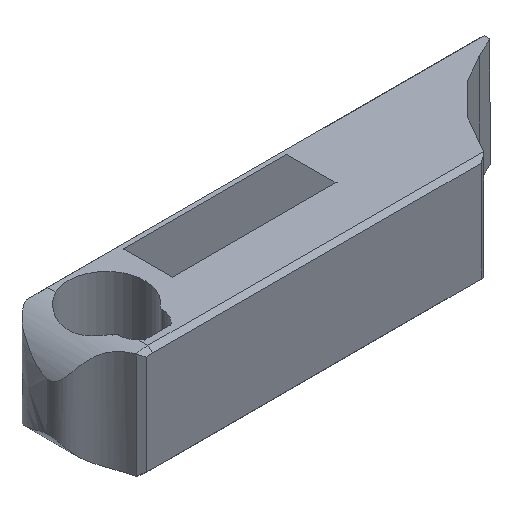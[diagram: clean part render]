
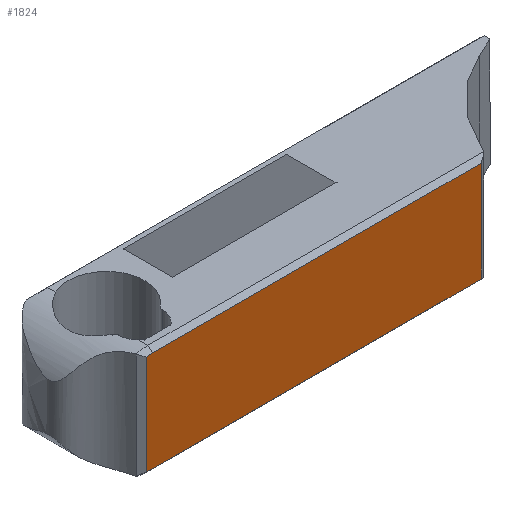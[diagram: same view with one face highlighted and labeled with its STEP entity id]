
A CAD part, isometric view. The second image highlights one B-rep face of the part: STEP entity #1824.
In plain terms, the highlighted planar face has unit normal (0, -1, 0).
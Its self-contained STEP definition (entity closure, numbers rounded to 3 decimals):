
#131=B_SPLINE_CURVE_WITH_KNOTS('',3,(#3490,#3491,#3492,#3493),
 .UNSPECIFIED.,.F.,.F.,(4,4),(0.044,0.956),
 .UNSPECIFIED.);
#299=LINE('',#3434,#442);
#302=LINE('',#3444,#445);
#304=LINE('',#3454,#447);
#442=VECTOR('',#2083,10.);
#445=VECTOR('',#2088,10.);
#447=VECTOR('',#2092,10.);
#564=FACE_OUTER_BOUND('',#670,.T.);
#670=EDGE_LOOP('',(#1590,#1591,#1592,#1593,#1594,#1595));
#699=CIRCLE('',#1891,4.6);
#701=CIRCLE('',#1894,4.6);
#849=VERTEX_POINT('',#3431);
#850=VERTEX_POINT('',#3433);
#852=VERTEX_POINT('',#3442);
#855=VERTEX_POINT('',#3449);
#856=VERTEX_POINT('',#3457);
#859=VERTEX_POINT('',#3489);
#1092=EDGE_CURVE('',#849,#850,#299,.T.);
#1096=EDGE_CURVE('',#852,#849,#302,.T.);
#1099=EDGE_CURVE('',#855,#852,#304,.T.);
#1101=EDGE_CURVE('',#856,#855,#699,.T.);
#1105=EDGE_CURVE('',#859,#856,#131,.T.);
#1108=EDGE_CURVE('',#850,#859,#701,.T.);
#1590=ORIENTED_EDGE('',*,*,#1092,.F.);
#1591=ORIENTED_EDGE('',*,*,#1096,.F.);
#1592=ORIENTED_EDGE('',*,*,#1099,.F.);
#1593=ORIENTED_EDGE('',*,*,#1101,.F.);
#1594=ORIENTED_EDGE('',*,*,#1105,.F.);
#1595=ORIENTED_EDGE('',*,*,#1108,.F.);
#1731=PLANE('',#1899);
#1824=ADVANCED_FACE('',(#564),#1731,.T.);
#1891=AXIS2_PLACEMENT_3D('',#3458,#2096,#2097);
#1894=AXIS2_PLACEMENT_3D('',#3507,#2102,#2103);
#1899=AXIS2_PLACEMENT_3D('',#3654,#2113,#2114);
#2083=DIRECTION('',(-1.,0.,0.));
#2088=DIRECTION('',(0.,0.,-1.));
#2092=DIRECTION('',(1.,0.,0.));
#2096=DIRECTION('center_axis',(0.,1.,0.));
#2097=DIRECTION('ref_axis',(-1.,0.,0.));
#2102=DIRECTION('center_axis',(0.,1.,0.));
#2103=DIRECTION('ref_axis',(-1.,0.,0.));
#2113=DIRECTION('center_axis',(0.,-1.,0.));
#2114=DIRECTION('ref_axis',(1.,0.,0.));
#3431=CARTESIAN_POINT('',(-0.4,0.,0.4));
#3433=CARTESIAN_POINT('',(-30.538,0.,0.4));
#3434=CARTESIAN_POINT('',(-22.155,0.,0.4));
#3442=CARTESIAN_POINT('',(-0.4,0.,9.6));
#3444=CARTESIAN_POINT('',(-0.4,0.,0.));
#3449=CARTESIAN_POINT('',(-30.538,0.,9.6));
#3454=CARTESIAN_POINT('',(-22.155,0.,9.6));
#3457=CARTESIAN_POINT('',(-31.1,0.,9.561));
#3458=CARTESIAN_POINT('Origin',(-30.503,0.,5.));
#3489=CARTESIAN_POINT('',(-31.1,0.,0.439));
#3490=CARTESIAN_POINT('Ctrl Pts',(-31.1,0.,0.439));
#3491=CARTESIAN_POINT('Ctrl Pts',(-31.1,0.,3.48));
#3492=CARTESIAN_POINT('Ctrl Pts',(-31.1,0.,6.52));
#3493=CARTESIAN_POINT('Ctrl Pts',(-31.1,0.,9.561));
#3507=CARTESIAN_POINT('Origin',(-30.503,0.,5.));
#3654=CARTESIAN_POINT('Origin',(-31.5,0.,0.));
